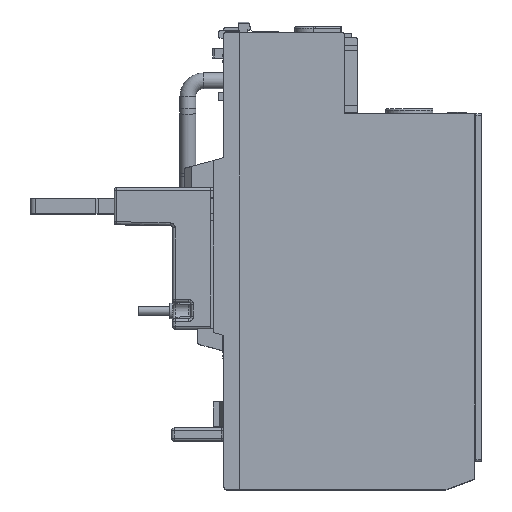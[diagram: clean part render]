
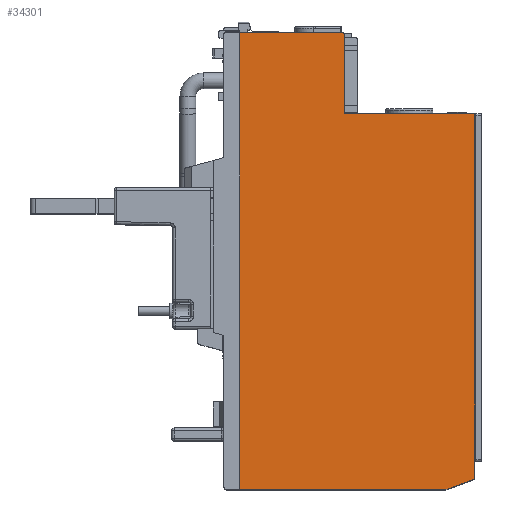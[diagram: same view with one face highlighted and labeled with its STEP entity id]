
A CAD part, top view. The second image highlights one B-rep face of the part: STEP entity #34301.
In plain terms, the highlighted planar face has unit normal (0, 0, 1).
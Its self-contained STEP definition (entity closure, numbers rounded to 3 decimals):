
#1766=PLANE('',#36790);
#3075=FACE_OUTER_BOUND('',#4643,.T.);
#4643=EDGE_LOOP('',(#30419,#30420,#30421,#30422,#30423,#30424,#30425,#30426,
#30427));
#7503=LINE('',#56264,#11607);
#7518=LINE('',#56299,#11622);
#7536=LINE('',#56335,#11640);
#7951=LINE('',#57229,#12055);
#7959=LINE('',#57260,#12063);
#7960=LINE('',#57261,#12064);
#7961=LINE('',#57262,#12065);
#11607=VECTOR('',#43716,19.7);
#11622=VECTOR('',#43741,39.505);
#11640=VECTOR('',#43767,5.848);
#12055=VECTOR('',#44448,24.7);
#12063=VECTOR('',#44486,87.4);
#12064=VECTOR('',#44487,69.7);
#12065=VECTOR('',#44488,15.1);
#13904=CIRCLE('',#36778,0.3);
#13911=CIRCLE('',#36791,0.3);
#16941=VERTEX_POINT('',#56258);
#16943=VERTEX_POINT('',#56262);
#16957=VERTEX_POINT('',#56296);
#16958=VERTEX_POINT('',#56298);
#16972=VERTEX_POINT('',#56333);
#17312=VERTEX_POINT('',#57223);
#17314=VERTEX_POINT('',#57227);
#17315=VERTEX_POINT('',#57231);
#17322=VERTEX_POINT('',#57258);
#22115=EDGE_CURVE('',#16943,#16941,#7503,.T.);
#22131=EDGE_CURVE('',#16958,#16957,#7518,.T.);
#22149=EDGE_CURVE('',#16957,#16972,#7536,.T.);
#22588=EDGE_CURVE('',#17312,#17314,#7951,.T.);
#22589=EDGE_CURVE('',#17312,#17315,#13904,.T.);
#22603=EDGE_CURVE('',#16941,#17322,#13911,.T.);
#22604=EDGE_CURVE('',#16958,#16943,#7959,.T.);
#22605=EDGE_CURVE('',#16972,#17315,#7960,.T.);
#22606=EDGE_CURVE('',#17314,#17322,#7961,.T.);
#30419=ORIENTED_EDGE('',*,*,#22603,.F.);
#30420=ORIENTED_EDGE('',*,*,#22115,.F.);
#30421=ORIENTED_EDGE('',*,*,#22604,.F.);
#30422=ORIENTED_EDGE('',*,*,#22131,.T.);
#30423=ORIENTED_EDGE('',*,*,#22149,.T.);
#30424=ORIENTED_EDGE('',*,*,#22605,.T.);
#30425=ORIENTED_EDGE('',*,*,#22589,.F.);
#30426=ORIENTED_EDGE('',*,*,#22588,.T.);
#30427=ORIENTED_EDGE('',*,*,#22606,.T.);
#34301=ADVANCED_FACE('',(#3075),#1766,.T.);
#36778=AXIS2_PLACEMENT_3D('',#57232,#44451,#44452);
#36790=AXIS2_PLACEMENT_3D('',#57257,#44482,#44483);
#36791=AXIS2_PLACEMENT_3D('',#57259,#44484,#44485);
#43716=DIRECTION('',(1.,0.,0.));
#43741=DIRECTION('',(1.,0.,0.));
#43767=DIRECTION('',(0.94,0.342,0.));
#44448=DIRECTION('',(-1.,0.,0.));
#44451=DIRECTION('center_axis',(0.,0.,-1.));
#44452=DIRECTION('ref_axis',(0.707,0.707,0.));
#44482=DIRECTION('center_axis',(0.,0.,1.));
#44483=DIRECTION('ref_axis',(-1.,0.,0.));
#44484=DIRECTION('center_axis',(0.,0.,-1.));
#44485=DIRECTION('ref_axis',(0.707,0.707,0.));
#44486=DIRECTION('',(0.,1.,0.));
#44487=DIRECTION('',(0.,1.,0.));
#44488=DIRECTION('',(0.,1.,0.));
#56258=CARTESIAN_POINT('',(19.7,87.4,27.5));
#56262=CARTESIAN_POINT('',(0.,87.4,27.5));
#56264=CARTESIAN_POINT('',(0.,87.4,27.5));
#56296=CARTESIAN_POINT('',(39.505,0.,27.5));
#56298=CARTESIAN_POINT('',(0.,0.,27.5));
#56299=CARTESIAN_POINT('',(0.,0.,27.5));
#56333=CARTESIAN_POINT('',(45.,2.,27.5));
#56335=CARTESIAN_POINT('',(41.961,0.894,27.5));
#57223=CARTESIAN_POINT('',(44.7,72.,27.5));
#57227=CARTESIAN_POINT('',(20.,72.,27.5));
#57229=CARTESIAN_POINT('',(45.,72.,27.5));
#57231=CARTESIAN_POINT('',(45.,71.7,27.5));
#57232=CARTESIAN_POINT('Origin',(44.7,71.7,27.5));
#57257=CARTESIAN_POINT('Origin',(10.,79.25,27.5));
#57258=CARTESIAN_POINT('',(20.,87.1,27.5));
#57259=CARTESIAN_POINT('Origin',(19.7,87.1,27.5));
#57260=CARTESIAN_POINT('',(0.,86.5,27.5));
#57261=CARTESIAN_POINT('',(45.,0.,27.5));
#57262=CARTESIAN_POINT('',(20.,72.,27.5));
